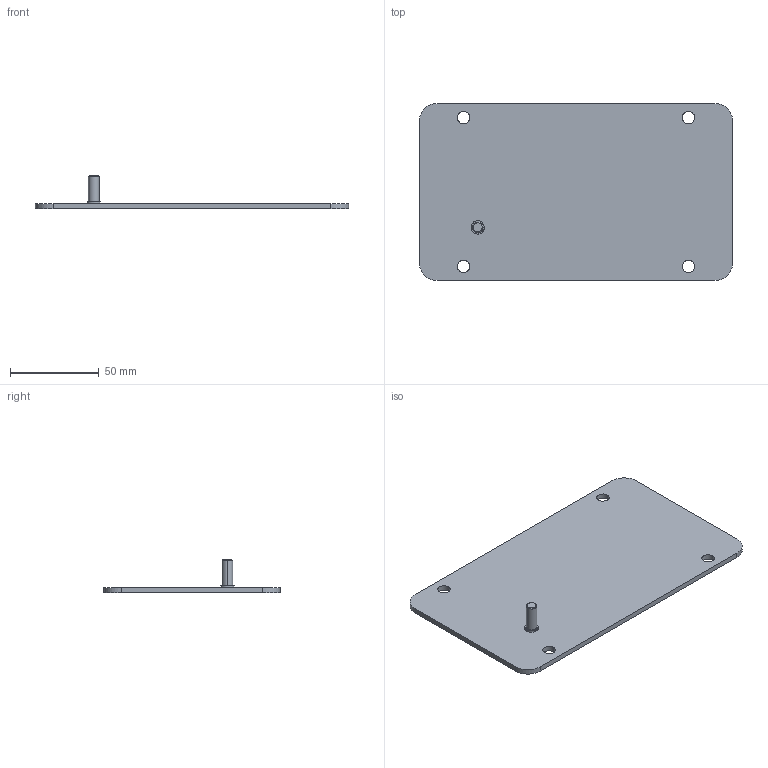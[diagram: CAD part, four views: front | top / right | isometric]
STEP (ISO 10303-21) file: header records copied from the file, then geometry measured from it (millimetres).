
FILE_DESCRIPTION(('CATIA V5R24 STEP','CAx-IF Rec.Pracs.--- Model Styling and Organization---1.2---2011-12-15'),'2;1');
FILE_NAME ('D1461579_0', '2018-02-07T06:44:26+00:00', ('Weidmueller Interface'), ('Weidmueller'), 'CATIA Version 5-6 Release 2014 SP4 HF52', 'CATIA V5 STEP AP214', 'none');
FILE_SCHEMA(('AUTOMOTIVE_DESIGN { 1 0 10303 214 1 1 1 1 }'));
Length unit declared in the file: millimetre
Products named in the file (1): 2022900000
Bounding box: 177 x 100 x 19 mm (x, y, z)
Volume: 52846.7 mm3; surface area: 37095.3 mm2
Topology: 1 solids, 1 shells, 26 faces, 64 edges, 42 vertices
Faces by surface type: cylinder 16, plane 8, cone 2
Entity records: 972 total; most frequent: CARTESIAN_POINT 299, ORIENTED_EDGE 128, DIRECTION 108, EDGE_CURVE 64, AXIS2_PLACEMENT_3D 53, VERTEX_POINT 42, EDGE_LOOP 36, VECTOR 30
